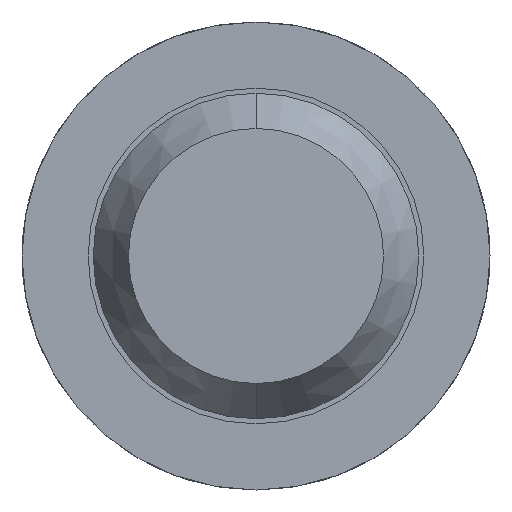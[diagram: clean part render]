
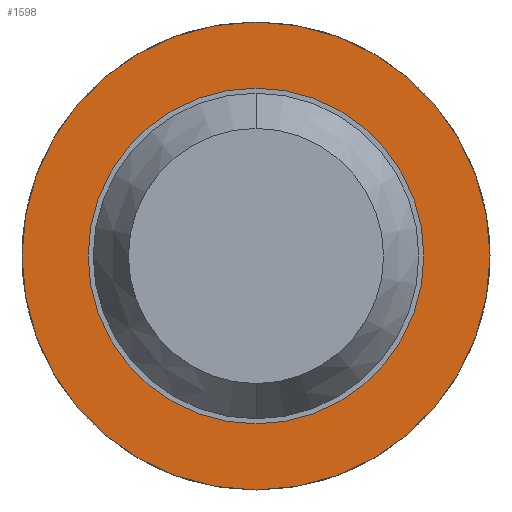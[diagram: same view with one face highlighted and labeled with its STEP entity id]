
A CAD part, front view. The second image highlights one B-rep face of the part: STEP entity #1598.
In plain terms, the highlighted planar face has unit normal (0, -1, 0).
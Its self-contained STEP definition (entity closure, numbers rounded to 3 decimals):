
#35 = VERTEX_POINT ( 'NONE', #2649 ) ;
#73 = AXIS2_PLACEMENT_3D ( 'NONE', #146, #1315, #1007 ) ;
#146 = CARTESIAN_POINT ( 'NONE',  ( 0., -1.7, 0. ) ) ;
#155 = DIRECTION ( 'NONE',  ( 0., 1., 0. ) ) ;
#193 = CIRCLE ( 'NONE', #73, 0.825 ) ;
#328 = CIRCLE ( 'NONE', #859, 1.15 ) ;
#337 = CIRCLE ( 'NONE', #3555, 0.825 ) ;
#433 = DIRECTION ( 'NONE',  ( 0., 0., 1. ) ) ;
#565 = EDGE_CURVE ( 'Defeature ausgef�hrt1_1+Defeature ausgef�hrt1_8+Defeature ausgef�hrt1_8+Defeature ausgef�hrt1_8', #2715, #35, #328, .T. ) ;
#630 = FACE_OUTER_BOUND ( 'NONE', #1056, .T. ) ;
#824 = CIRCLE ( 'NONE', #2770, 1.15 ) ;
#859 = AXIS2_PLACEMENT_3D ( 'NONE', #2006, #3947, #3608 ) ;
#954 = ORIENTED_EDGE ( 'NONE', *, *, #565, .F. ) ;
#1007 = DIRECTION ( 'NONE',  ( 0., 0., 1. ) ) ;
#1056 = EDGE_LOOP ( 'NONE', ( #954, #3014 ) ) ;
#1290 = CARTESIAN_POINT ( 'NONE',  ( 0., -1.7, 0.825 ) ) ;
#1315 = DIRECTION ( 'NONE',  ( 0., 1., 0. ) ) ;
#1407 = VERTEX_POINT ( 'NONE', #1290 ) ;
#1463 = DIRECTION ( 'NONE',  ( 0., 1., 0. ) ) ;
#1483 = EDGE_CURVE ( 'Defeature ausgef�hrt1_8+Defeature ausgef�hrt1_7+Defeature ausgef�hrt1_7+Defeature ausgef�hrt1_7', #1407, #4107, #193, .T. ) ;
#1502 = CARTESIAN_POINT ( 'NONE',  ( 0., -1.7, -0.825 ) ) ;
#1598 = ADVANCED_FACE ( 'Defeature ausgef�hrt1_8', ( #630, #2972 ), #3273, .F. ) ;
#1692 = DIRECTION ( 'NONE',  ( 0., 0., 1. ) ) ;
#1892 = EDGE_CURVE ( 'Defeature ausgef�hrt1_1+Defeature ausgef�hrt1_8+Defeature ausgef�hrt1_8+Defeature ausgef�hrt1_8', #35, #2715, #824, .T. ) ;
#2006 = CARTESIAN_POINT ( 'NONE',  ( 0., -1.7, 0. ) ) ;
#2052 = CARTESIAN_POINT ( 'NONE',  ( 0., -1.7, 0. ) ) ;
#2064 = AXIS2_PLACEMENT_3D ( 'NONE', #3860, #2605, #1692 ) ;
#2240 = ORIENTED_EDGE ( 'NONE', *, *, #1483, .T. ) ;
#2462 = EDGE_LOOP ( 'NONE', ( #2240, #3934 ) ) ;
#2605 = DIRECTION ( 'NONE',  ( 0., 1., 0. ) ) ;
#2649 = CARTESIAN_POINT ( 'NONE',  ( 0., -1.7, -1.15 ) ) ;
#2710 = CARTESIAN_POINT ( 'NONE',  ( 0., -1.7, 1.15 ) ) ;
#2715 = VERTEX_POINT ( 'NONE', #2710 ) ;
#2751 = DIRECTION ( 'NONE',  ( 0., 0., 1. ) ) ;
#2770 = AXIS2_PLACEMENT_3D ( 'NONE', #2791, #1463, #2751 ) ;
#2791 = CARTESIAN_POINT ( 'NONE',  ( 0., -1.7, 0. ) ) ;
#2972 = FACE_BOUND ( 'NONE', #2462, .T. ) ;
#3014 = ORIENTED_EDGE ( 'NONE', *, *, #1892, .F. ) ;
#3273 = PLANE ( 'NONE',  #2064 ) ;
#3555 = AXIS2_PLACEMENT_3D ( 'NONE', #2052, #155, #433 ) ;
#3608 = DIRECTION ( 'NONE',  ( 0., 0., 1. ) ) ;
#3860 = CARTESIAN_POINT ( 'NONE',  ( 0.825, -1.7, 0. ) ) ;
#3934 = ORIENTED_EDGE ( 'NONE', *, *, #4028, .T. ) ;
#3947 = DIRECTION ( 'NONE',  ( 0., 1., 0. ) ) ;
#4028 = EDGE_CURVE ( 'Defeature ausgef�hrt1_8+Defeature ausgef�hrt1_7+Defeature ausgef�hrt1_7+Defeature ausgef�hrt1_7', #4107, #1407, #337, .T. ) ;
#4107 = VERTEX_POINT ( 'NONE', #1502 ) ;
